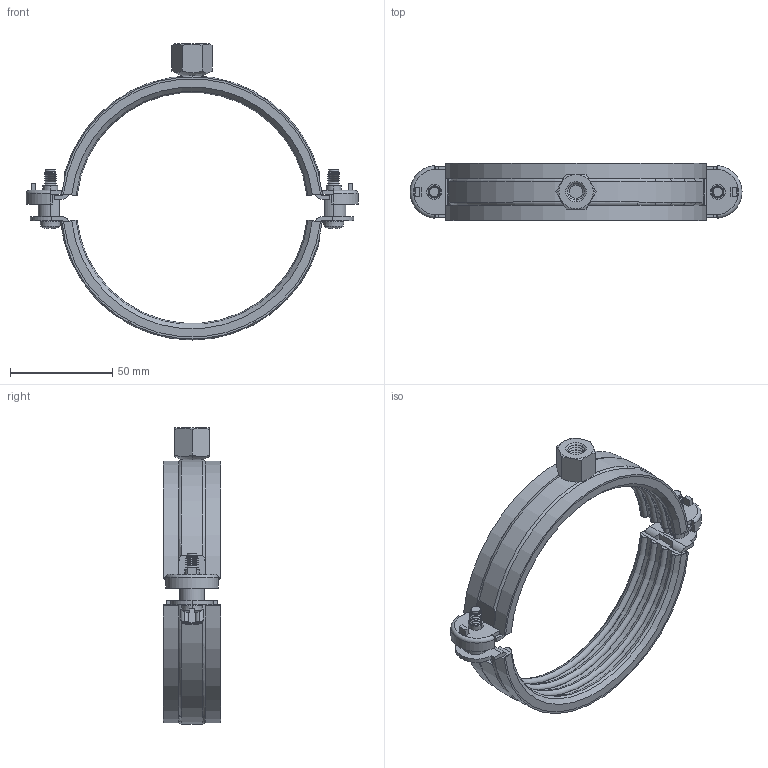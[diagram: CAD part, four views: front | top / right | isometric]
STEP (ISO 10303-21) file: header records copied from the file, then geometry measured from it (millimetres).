
FILE_DESCRIPTION((''),'2;1');
FILE_NAME('25382.stp','2007-07-19T15:57:30',(''),(''),'Mechanical Desktop.R8.0.24.0','Mechanical Desktop.R8.0.24.0',', , ');
FILE_SCHEMA(('CONFIG_CONTROL_DESIGN'));
Length unit declared in the file: millimetre
Products named in the file (21): 25382; GEWINDETEIL; OBERTEIL; GEWINDEPLATTEM6X25; KOMBIHUTMUTTER; M6X25; SCHRAUBEM6X25; KUNSTSTOFFTEIL SCHWARZ; TEIL1; DGL GRUNDKÖRPER 28MM; ~TEIL1; DGL GRUNDKÖRPER 28MM OT; ~~TEIL1; FADEN AUßEN 28MM; ~~~TEIL1; FADEN MITTE 28MM; ~~~~TEIL1; ~FADEN MITTE 28MM; ~~~~~TEIL1; RM_SDB; LAYER
Assembly tree (32 placements, depth 3):
  25382
    GEWINDETEIL
    OBERTEIL
    GEWINDEPLATTEM6X25  x2
    KOMBIHUTMUTTER
    M6X25  x2
      SCHRAUBEM6X25
    KUNSTSTOFFTEIL SCHWARZ  x2
      TEIL1
    DGL GRUNDKÖRPER 28MM
      ~TEIL1
    DGL GRUNDKÖRPER 28MM OT
      ~~TEIL1
    FADEN AUßEN 28MM  x4
      ~~~TEIL1
    FADEN MITTE 28MM  x2
      ~~~~TEIL1
    ~FADEN MITTE 28MM  x2
      ~~~~~TEIL1
    RM_SDB  x5
    LAYER
Bounding box: 162.7 x 28 x 145.09 mm (x, y, z)
Volume: 71887.5 mm3; surface area: 88662.8 mm2
Topology: 19 solids, 19 shells, 640 faces, 1549 edges, 949 vertices
Faces by surface type: cone 256, plane 195, cylinder 137, torus 38, bspline 14
Entity records: 13999 total; most frequent: CARTESIAN_POINT 3340, DIRECTION 2275, ORIENTED_EDGE 2114, EDGE_CURVE 1057, AXIS2_PLACEMENT_3D 857, VERTEX_POINT 654, VECTOR 561, LINE 561
